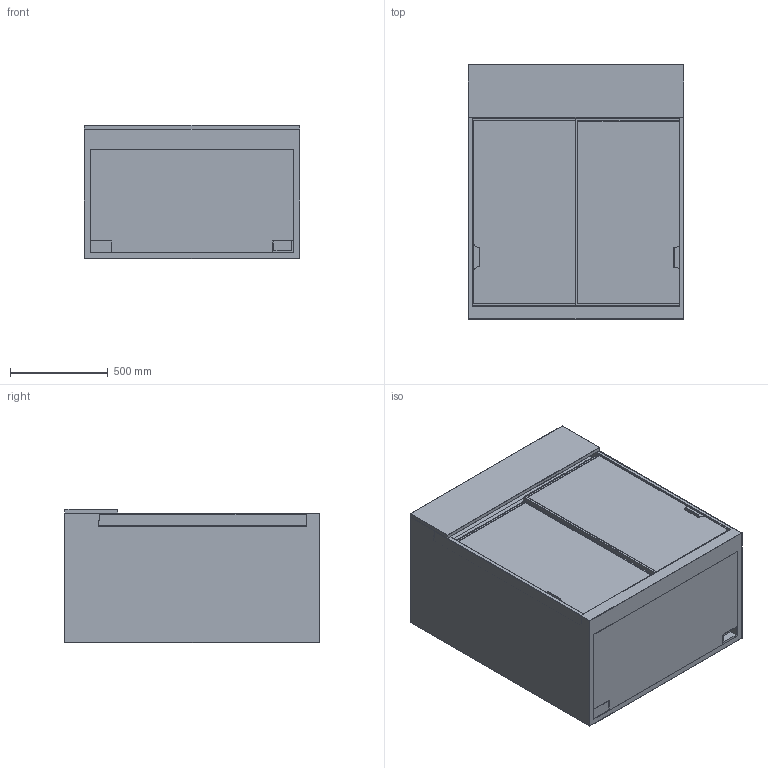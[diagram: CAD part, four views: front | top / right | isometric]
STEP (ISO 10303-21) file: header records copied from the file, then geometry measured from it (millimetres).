
FILE_DESCRIPTION (( 'STEP AP214' ), '1' );
FILE_NAME ('FKV-F-110-Z.step', '2024-11-06T13:32:52', ( '' ), ( '' ), 'SwSTEP 2.0', 'SolidWorks 2023', '' );
FILE_SCHEMA (( 'AUTOMOTIVE_DESIGN' ));
Length unit declared in the file: millimetre
Products named in the file (6): 19-10-41775_S-FKV-BR-TUER-1100-1300-R; FKV-F-110-Z; 19-10-41780_S-FKV-Z-FKV-110 Korpus; 19-10-41775_S-FKV-BR-TUER-1100-1300-L; 19-10-41790_FG-285-1100-660; 19-10-41790_FG-130-1100-660
Assembly tree (5 placements, depth 2):
  FKV-F-110-Z
    19-10-41780_S-FKV-Z-FKV-110 Korpus
    19-10-41775_S-FKV-BR-TUER-1100-1300-L
    19-10-41775_S-FKV-BR-TUER-1100-1300-R
    19-10-41790_FG-285-1100-660
    19-10-41790_FG-130-1100-660
Bounding box: 1100 x 1300 x 680 mm (x, y, z)
Volume: 228340904 mm3; surface area: 13286849.6 mm2
Topology: 10 solids, 10 shells, 329 faces, 809 edges, 472 vertices
Faces by surface type: plane 191, cylinder 98, sphere 36, bspline 2, torus 2
Entity records: 9512 total; most frequent: CARTESIAN_POINT 1708, DIRECTION 1591, ORIENTED_EDGE 1546, EDGE_CURVE 773, LINE 579, VECTOR 579, AXIS2_PLACEMENT_3D 506, VERTEX_POINT 471
